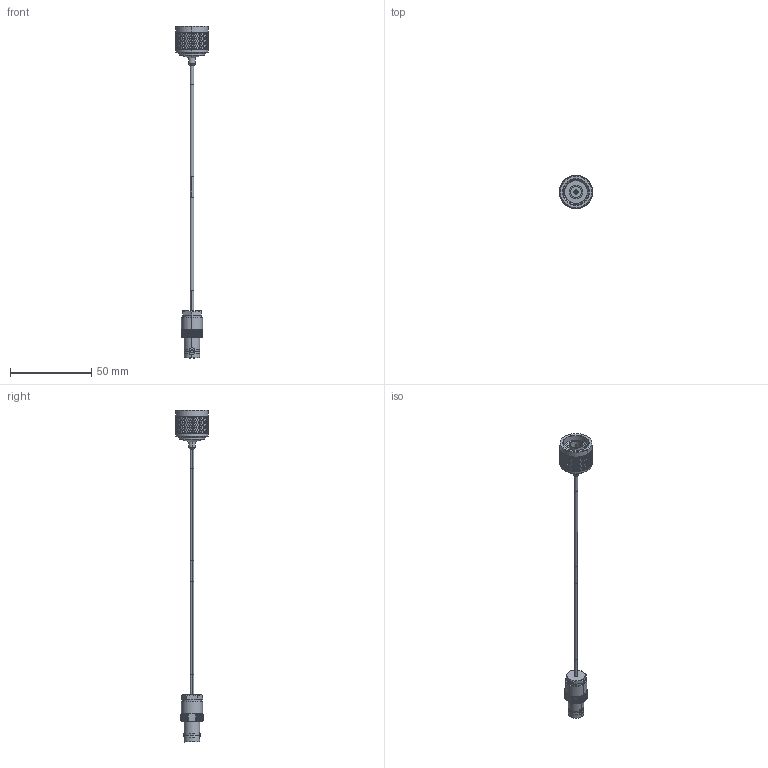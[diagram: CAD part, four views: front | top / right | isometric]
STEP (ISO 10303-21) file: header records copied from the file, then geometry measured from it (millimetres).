
FILE_DESCRIPTION (( 'STEP AP214' ), '1' );
FILE_NAME ('LCCA30569.step', '2020-06-22T20:55:29', ( '' ), ( '' ), 'SwSTEP 2.0', 'SolidWorks 2018', '' );
FILE_SCHEMA (( 'AUTOMOTIVE_DESIGN' ));
Length unit declared in the file: inch
Products named in the file (6): LCCN3050; 1AW01-002_.08 ID; LCCN3044_HS-2; LC085TB (085 FORMABLE); LCCN3041; LCCA30569
Assembly tree (6 placements, depth 2):
  LCCA30569
    LC085TB (085 FORMABLE)
    1AW01-002_.08 ID  x2
    LCCN3041
    LCCN3050
    LCCN3044_HS-2
Bounding box: 20.32 x 20.32 x 203.96 mm (x, y, z)
Volume: 7208.5 mm3; surface area: 6549.3 mm2
Topology: 7 solids, 7 shells, 2707 faces, 5798 edges, 3117 vertices
Faces by surface type: bspline 1797, cylinder 570, plane 182, cone 150, torus 8
Entity records: 101323 total; most frequent: CARTESIAN_POINT 63093, ORIENTED_EDGE 11572, EDGE_CURVE 5786, DIRECTION 3273, VERTEX_POINT 3109, EDGE_LOOP 2715, FACE_OUTER_BOUND 2701, ADVANCED_FACE 2701
